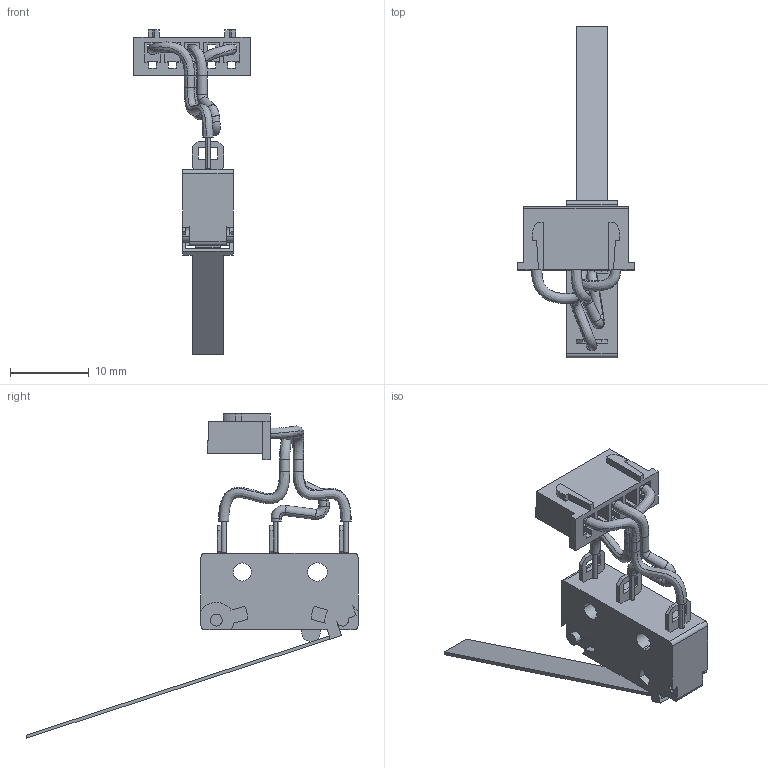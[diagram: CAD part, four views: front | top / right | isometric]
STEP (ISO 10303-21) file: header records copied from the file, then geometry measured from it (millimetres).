
FILE_DESCRIPTION(('CATIA V5 STEP Exchange'),'2;1');
FILE_NAME('1SDH001252R0310_1PA_001_00_CONTACT_SIGNALLING_OF_EKIP_S51_E2.2_E4.2.stp','2014-03-07T08:24:55+00:00',('none'),('none'),'CATIA Version 5 Release 20 SP 1 (IN-10)','CATIA V5 STEP AP214','none');
FILE_SCHEMA(('AUTOMOTIVE_DESIGN { 1 0 10303 214 1 1 1 1 }'));
Length unit declared in the file: millimetre
Products named in the file (1): 1SDH001252R0310_1PA_001_00_CONTACT_SIGNALLING_OF_EKIP_S51_E2.2_E4.2
Bounding box: 14.8 x 42.07 x 41.07 mm (x, y, z)
Volume: 1557.3 mm3; surface area: 2508.3 mm2
Topology: 5 solids, 5 shells, 277 faces, 772 edges, 506 vertices
Faces by surface type: plane 200, cylinder 59, bspline 10, torus 8
Entity records: 10682 total; most frequent: CARTESIAN_POINT 3868, ORIENTED_EDGE 1544, DIRECTION 1128, EDGE_CURVE 772, VECTOR 618, LINE 618, VERTEX_POINT 506, AXIS2_PLACEMENT_3D 326
